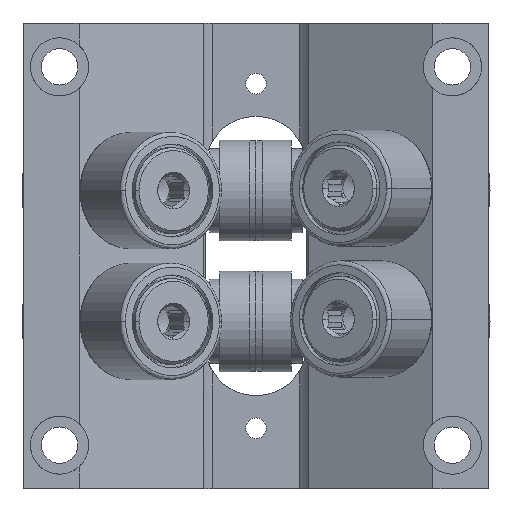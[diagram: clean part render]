
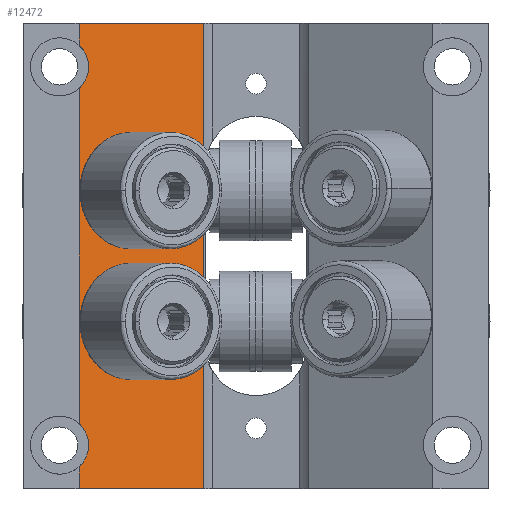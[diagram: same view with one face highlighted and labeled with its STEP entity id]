
A CAD part, front view. The second image highlights one B-rep face of the part: STEP entity #12472.
In plain terms, the highlighted planar face has unit normal (0.499, -0.867, 0).
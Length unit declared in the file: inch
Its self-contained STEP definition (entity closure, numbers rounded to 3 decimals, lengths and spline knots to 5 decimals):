
#239 = CARTESIAN_POINT ( 'NONE',  ( -0.49062, 0.04229, 0.4735 ) ) ;
#406 = EDGE_CURVE ( 'NONE', #4736, #14555, #14241, .T. ) ;
#581 = VECTOR ( 'NONE', #9156, 39.37008 ) ;
#844 = EDGE_CURVE ( 'NONE', #11806, #2793, #4232, .T. ) ;
#938 = CARTESIAN_POINT ( 'NONE',  ( -0.65743, -0.05379, 0.281 ) ) ;
#1262 =( BOUNDED_CURVE ( )  B_SPLINE_CURVE ( 3, ( #15144, #12396, #9741, #14820 ),
 .UNSPECIFIED., .F., .F. ) 
 B_SPLINE_CURVE_WITH_KNOTS ( ( 4, 4 ),
 ( 5.44424, 7.12213 ),
 .UNSPECIFIED. ) 
 CURVE ( )  GEOMETRIC_REPRESENTATION_ITEM ( )  RATIONAL_B_SPLINE_CURVE ( ( 1., 0.779, 0.779, 1. ) ) 
 REPRESENTATION_ITEM ( '' )  );
#1327 = VECTOR ( 'NONE', #7801, 39.37008 ) ;
#1399 = CARTESIAN_POINT ( 'NONE',  ( -0.65743, -0.05379, -0.0885 ) ) ;
#1533 = EDGE_CURVE ( 'NONE', #12659, #10725, #12468, .T. ) ;
#1917 = CARTESIAN_POINT ( 'NONE',  ( -0.65743, -0.05379, -0.4735 ) ) ;
#1970 = EDGE_CURVE ( 'NONE', #2793, #11806, #8955, .T. ) ;
#1983 = LINE ( 'NONE', #11015, #2961 ) ;
#2020 =( BOUNDED_CURVE ( )  B_SPLINE_CURVE ( 3, ( #15735, #15391, #10309, #938 ),
 .UNSPECIFIED., .F., .F. ) 
 B_SPLINE_CURVE_WITH_KNOTS ( ( 4, 4 ),
 ( 0., 3.14159 ),
 .UNSPECIFIED. ) 
 CURVE ( )  GEOMETRIC_REPRESENTATION_ITEM ( )  RATIONAL_B_SPLINE_CURVE ( ( 1., 0.333, 0.333, 1. ) ) 
 REPRESENTATION_ITEM ( '' )  );
#2190 = CARTESIAN_POINT ( 'NONE',  ( -0.76022, -0.113, -0.90549 ) ) ;
#2210 = CARTESIAN_POINT ( 'NONE',  ( -0.22566, 0.19491, -1. ) ) ;
#2793 = VERTEX_POINT ( 'NONE', #7605 ) ;
#2853 = CARTESIAN_POINT ( 'NONE',  ( -0.76022, -0.113, 0.90549 ) ) ;
#2877 = DIRECTION ( 'NONE',  ( 0.867, 0.499, 0. ) ) ;
#2927 = CARTESIAN_POINT ( 'NONE',  ( -0.76022, -0.113, 0.71951 ) ) ;
#2934 = CARTESIAN_POINT ( 'NONE',  ( -0.65743, -0.05379, -0.281 ) ) ;
#2961 = VECTOR ( 'NONE', #7237, 39.37008 ) ;
#3417 = LINE ( 'NONE', #2210, #6844 ) ;
#3499 = CARTESIAN_POINT ( 'NONE',  ( -0.49062, 0.04229, 0.281 ) ) ;
#3537 = EDGE_CURVE ( 'NONE', #10725, #12659, #2020, .T. ) ;
#3748 = DIRECTION ( 'NONE',  ( 0., 0., 1. ) ) ;
#3897 = CARTESIAN_POINT ( 'NONE',  ( -0.65743, -0.05379, 0.281 ) ) ;
#3923 = LINE ( 'NONE', #11502, #11883 ) ;
#4059 = CARTESIAN_POINT ( 'NONE',  ( -0.701, -0.07889, 0.7727 ) ) ;
#4096 = ORIENTED_EDGE ( 'NONE', *, *, #10815, .T. ) ;
#4153 = CARTESIAN_POINT ( 'NONE',  ( -0.49062, 0.04229, -0.281 ) ) ;
#4232 =( BOUNDED_CURVE ( )  B_SPLINE_CURVE ( 3, ( #13203, #1399, #6471, #4153 ),
 .UNSPECIFIED., .F., .F. ) 
 B_SPLINE_CURVE_WITH_KNOTS ( ( 4, 4 ),
 ( 3.14159, 6.28319 ),
 .UNSPECIFIED. ) 
 CURVE ( )  GEOMETRIC_REPRESENTATION_ITEM ( )  RATIONAL_B_SPLINE_CURVE ( ( 1., 0.333, 0.333, 1. ) ) 
 REPRESENTATION_ITEM ( '' )  );
#4315 = CARTESIAN_POINT ( 'NONE',  ( -0.76022, -0.113, 0.71951 ) ) ;
#4409 = CARTESIAN_POINT ( 'NONE',  ( -0.49062, 0.04229, -0.4735 ) ) ;
#4544 = ORIENTED_EDGE ( 'NONE', *, *, #3537, .T. ) ;
#4736 = VERTEX_POINT ( 'NONE', #5595 ) ;
#5382 = VERTEX_POINT ( 'NONE', #8983 ) ;
#5543 = CARTESIAN_POINT ( 'NONE',  ( -0.701, -0.07889, 0.8523 ) ) ;
#5595 = CARTESIAN_POINT ( 'NONE',  ( -0.76022, -0.113, -1. ) ) ;
#5797 = CARTESIAN_POINT ( 'NONE',  ( -0.49062, 0.04229, -0.281 ) ) ;
#6471 = CARTESIAN_POINT ( 'NONE',  ( -0.49062, 0.04229, -0.0885 ) ) ;
#6844 = VECTOR ( 'NONE', #12537, 39.37008 ) ;
#7126 = CARTESIAN_POINT ( 'NONE',  ( -0.49062, 0.04229, 0.281 ) ) ;
#7184 = FACE_BOUND ( 'NONE', #8248, .T. ) ;
#7237 = DIRECTION ( 'NONE',  ( 0.867, 0.499, 0. ) ) ;
#7547 = ORIENTED_EDGE ( 'NONE', *, *, #10243, .F. ) ;
#7567 = EDGE_CURVE ( 'NONE', #5382, #8526, #3923, .T. ) ;
#7605 = CARTESIAN_POINT ( 'NONE',  ( -0.49062, 0.04229, -0.281 ) ) ;
#7702 = CARTESIAN_POINT ( 'NONE',  ( -0.76022, -0.113, -1. ) ) ;
#7717 = CARTESIAN_POINT ( 'NONE',  ( -0.22566, 0.19491, -1. ) ) ;
#7801 = DIRECTION ( 'NONE',  ( 0.867, 0.499, 0. ) ) ;
#7940 = EDGE_CURVE ( 'NONE', #14064, #10150, #12682, .T. ) ;
#8069 = VECTOR ( 'NONE', #12770, 39.37008 ) ;
#8239 = FACE_OUTER_BOUND ( 'NONE', #15373, .T. ) ;
#8248 = EDGE_LOOP ( 'NONE', ( #4544, #10351 ) ) ;
#8432 = CARTESIAN_POINT ( 'NONE',  ( -0.65743, -0.05379, 0.4735 ) ) ;
#8526 = VERTEX_POINT ( 'NONE', #10758 ) ;
#8854 = ORIENTED_EDGE ( 'NONE', *, *, #12649, .F. ) ;
#8955 =( BOUNDED_CURVE ( )  B_SPLINE_CURVE ( 3, ( #5797, #4409, #1917, #9665 ),
 .UNSPECIFIED., .F., .F. ) 
 B_SPLINE_CURVE_WITH_KNOTS ( ( 4, 4 ),
 ( 0., 3.14159 ),
 .UNSPECIFIED. ) 
 CURVE ( )  GEOMETRIC_REPRESENTATION_ITEM ( )  RATIONAL_B_SPLINE_CURVE ( ( 1., 0.333, 0.333, 1. ) ) 
 REPRESENTATION_ITEM ( '' )  );
#8983 = CARTESIAN_POINT ( 'NONE',  ( -0.76022, -0.113, 0.90549 ) ) ;
#9156 = DIRECTION ( 'NONE',  ( 0., 0., 1. ) ) ;
#9425 = DIRECTION ( 'NONE',  ( 0.499, -0.867, 0. ) ) ;
#9665 = CARTESIAN_POINT ( 'NONE',  ( -0.65743, -0.05379, -0.281 ) ) ;
#9741 = CARTESIAN_POINT ( 'NONE',  ( -0.701, -0.07889, -0.7727 ) ) ;
#9827 = ORIENTED_EDGE ( 'NONE', *, *, #7567, .F. ) ;
#9977 = VERTEX_POINT ( 'NONE', #2190 ) ;
#10053 = ORIENTED_EDGE ( 'NONE', *, *, #10224, .F. ) ;
#10106 = CARTESIAN_POINT ( 'NONE',  ( -0.22566, 0.19491, 1. ) ) ;
#10150 = VERTEX_POINT ( 'NONE', #2927 ) ;
#10206 = EDGE_LOOP ( 'NONE', ( #14951, #14589 ) ) ;
#10224 = EDGE_CURVE ( 'NONE', #8526, #15301, #1983, .T. ) ;
#10243 = EDGE_CURVE ( 'NONE', #9977, #14064, #1262, .T. ) ;
#10309 = CARTESIAN_POINT ( 'NONE',  ( -0.65743, -0.05379, 0.0885 ) ) ;
#10351 = ORIENTED_EDGE ( 'NONE', *, *, #1533, .T. ) ;
#10725 = VERTEX_POINT ( 'NONE', #3499 ) ;
#10758 = CARTESIAN_POINT ( 'NONE',  ( -0.76022, -0.113, 1. ) ) ;
#10815 = EDGE_CURVE ( 'NONE', #14555, #15301, #3417, .T. ) ;
#11015 = CARTESIAN_POINT ( 'NONE',  ( -0.22566, 0.19491, 1. ) ) ;
#11131 = PLANE ( 'NONE',  #13495 ) ;
#11151 = ORIENTED_EDGE ( 'NONE', *, *, #11748, .F. ) ;
#11502 = CARTESIAN_POINT ( 'NONE',  ( -0.76022, -0.113, -1. ) ) ;
#11748 = EDGE_CURVE ( 'NONE', #10150, #5382, #13594, .T. ) ;
#11806 = VERTEX_POINT ( 'NONE', #2934 ) ;
#11822 = CARTESIAN_POINT ( 'NONE',  ( -0.76022, -0.113, -0.71951 ) ) ;
#11883 = VECTOR ( 'NONE', #3748, 39.37008 ) ;
#12079 = ORIENTED_EDGE ( 'NONE', *, *, #406, .T. ) ;
#12396 = CARTESIAN_POINT ( 'NONE',  ( -0.701, -0.07889, -0.8523 ) ) ;
#12448 = ORIENTED_EDGE ( 'NONE', *, *, #7940, .F. ) ;
#12468 =( BOUNDED_CURVE ( )  B_SPLINE_CURVE ( 3, ( #14871, #8432, #239, #7126 ),
 .UNSPECIFIED., .F., .F. ) 
 B_SPLINE_CURVE_WITH_KNOTS ( ( 4, 4 ),
 ( 3.14159, 6.28319 ),
 .UNSPECIFIED. ) 
 CURVE ( )  GEOMETRIC_REPRESENTATION_ITEM ( )  RATIONAL_B_SPLINE_CURVE ( ( 1., 0.333, 0.333, 1. ) ) 
 REPRESENTATION_ITEM ( '' )  );
#12472 = ADVANCED_FACE ( 'NONE', ( #13727, #7184, #8239 ), #11131, .T. ) ;
#12537 = DIRECTION ( 'NONE',  ( 0., 0., 1. ) ) ;
#12649 = EDGE_CURVE ( 'NONE', #4736, #9977, #13289, .T. ) ;
#12659 = VERTEX_POINT ( 'NONE', #3897 ) ;
#12682 = LINE ( 'NONE', #14056, #8069 ) ;
#12770 = DIRECTION ( 'NONE',  ( 0., 0., 1. ) ) ;
#13203 = CARTESIAN_POINT ( 'NONE',  ( -0.65743, -0.05379, -0.281 ) ) ;
#13289 = LINE ( 'NONE', #7702, #581 ) ;
#13495 = AXIS2_PLACEMENT_3D ( 'NONE', #16055, #9425, #2877 ) ;
#13594 =( BOUNDED_CURVE ( )  B_SPLINE_CURVE ( 3, ( #4315, #4059, #5543, #2853 ),
 .UNSPECIFIED., .F., .F. ) 
 B_SPLINE_CURVE_WITH_KNOTS ( ( 4, 4 ),
 ( 5.44424, 7.12213 ),
 .UNSPECIFIED. ) 
 CURVE ( )  GEOMETRIC_REPRESENTATION_ITEM ( )  RATIONAL_B_SPLINE_CURVE ( ( 1., 0.779, 0.779, 1. ) ) 
 REPRESENTATION_ITEM ( '' )  );
#13727 = FACE_BOUND ( 'NONE', #10206, .T. ) ;
#14056 = CARTESIAN_POINT ( 'NONE',  ( -0.76022, -0.113, -1. ) ) ;
#14064 = VERTEX_POINT ( 'NONE', #11822 ) ;
#14241 = LINE ( 'NONE', #7717, #1327 ) ;
#14555 = VERTEX_POINT ( 'NONE', #16801 ) ;
#14589 = ORIENTED_EDGE ( 'NONE', *, *, #844, .T. ) ;
#14820 = CARTESIAN_POINT ( 'NONE',  ( -0.76022, -0.113, -0.71951 ) ) ;
#14871 = CARTESIAN_POINT ( 'NONE',  ( -0.65743, -0.05379, 0.281 ) ) ;
#14951 = ORIENTED_EDGE ( 'NONE', *, *, #1970, .T. ) ;
#15144 = CARTESIAN_POINT ( 'NONE',  ( -0.76022, -0.113, -0.90549 ) ) ;
#15301 = VERTEX_POINT ( 'NONE', #10106 ) ;
#15373 = EDGE_LOOP ( 'NONE', ( #7547, #8854, #12079, #4096, #10053, #9827, #11151, #12448 ) ) ;
#15391 = CARTESIAN_POINT ( 'NONE',  ( -0.49062, 0.04229, 0.0885 ) ) ;
#15735 = CARTESIAN_POINT ( 'NONE',  ( -0.49062, 0.04229, 0.281 ) ) ;
#16055 = CARTESIAN_POINT ( 'NONE',  ( -0.22566, 0.19491, -1. ) ) ;
#16801 = CARTESIAN_POINT ( 'NONE',  ( -0.22566, 0.19491, -1. ) ) ;
